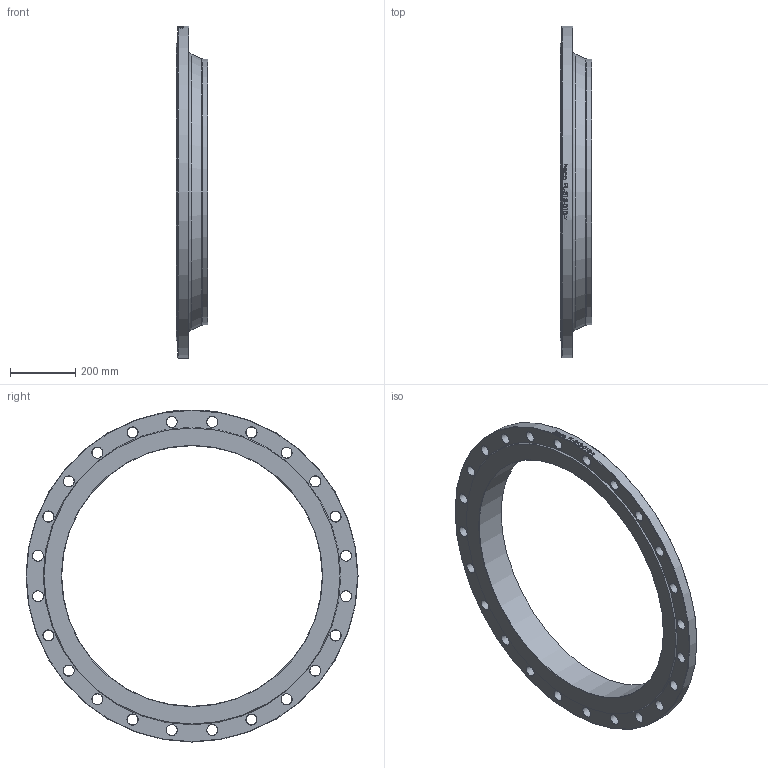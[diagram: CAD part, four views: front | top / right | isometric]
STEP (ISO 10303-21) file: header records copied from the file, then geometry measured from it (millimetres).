
FILE_DESCRIPTION (( 'STEP AP214' ), '1' );
FILE_NAME ('FL-813-010-x Vorschweissflansch PN10 Iso DIN2632 2009.STEP', '2020-09-03T11:37:17', ( '' ), ( '' ), 'SwSTEP 2.0', 'SolidWorks 2019', '' );
FILE_SCHEMA (( 'AUTOMOTIVE_DESIGN' ));
Length unit declared in the file: millimetre
Products named in the file (1): FL-813-010-x Vorschweissflansch PN10 Iso DIN2632 2009
Bounding box: 96 x 1015 x 1015 mm (x, y, z)
Volume: 12470583 mm3; surface area: 1117559.3 mm2
Topology: 1 solids, 1 shells, 108 faces, 373 edges, 290 vertices
Faces by surface type: cone 53, cylinder 49, plane 4, torus 2
Full cylindrical faces by diameter (mm): 33 x24, 797 x1, 813 x1, 1015 x1
Entity records: 8254 total; most frequent: CARTESIAN_POINT 5188, ORIENTED_EDGE 524, DIRECTION 524, EDGE_LOOP 264, VERTEX_POINT 262, EDGE_CURVE 262, AXIS2_PLACEMENT_3D 250, CIRCLE 141
